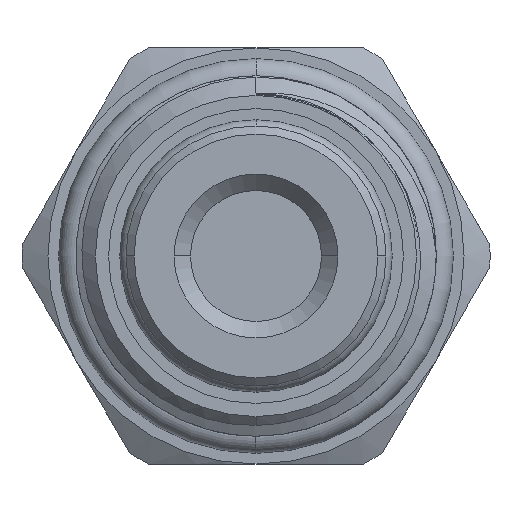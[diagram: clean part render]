
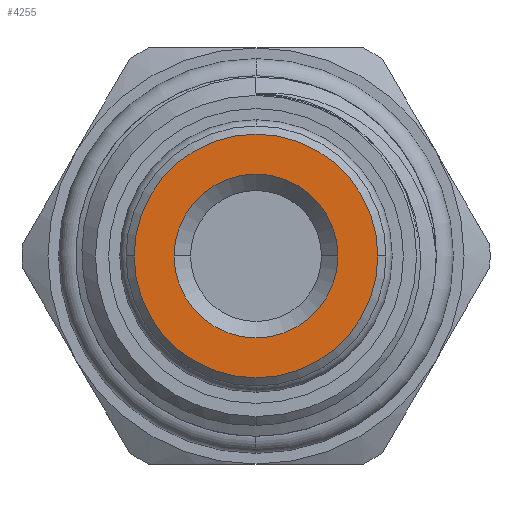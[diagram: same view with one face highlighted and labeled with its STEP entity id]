
A CAD part, front view. The second image highlights one B-rep face of the part: STEP entity #4255.
In plain terms, the highlighted planar face has unit normal (0, -1, 0).
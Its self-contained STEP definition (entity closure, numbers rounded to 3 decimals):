
#16 = DIRECTION ( 'NONE',  ( 0., -1., 0. ) ) ;
#89 = DIRECTION ( 'NONE',  ( 0., 1., 0. ) ) ;
#199 = FACE_BOUND ( 'NONE', #4225, .T. ) ;
#320 = CARTESIAN_POINT ( 'NONE',  ( 6.103, -24.364, 0. ) ) ;
#503 = DIRECTION ( 'NONE',  ( -1., 0., 0. ) ) ;
#628 = VERTEX_POINT ( 'NONE', #4597 ) ;
#630 = AXIS2_PLACEMENT_3D ( 'NONE', #1306, #89, #503 ) ;
#673 = CARTESIAN_POINT ( 'NONE',  ( -6.332, -24.364, 0. ) ) ;
#825 = CARTESIAN_POINT ( 'NONE',  ( -1.332, -24.364, 0. ) ) ;
#1013 = ORIENTED_EDGE ( 'NONE', *, *, #5103, .T. ) ;
#1077 = CARTESIAN_POINT ( 'NONE',  ( -1.332, -24.364, 0. ) ) ;
#1306 = CARTESIAN_POINT ( 'NONE',  ( -1.332, -24.364, 0. ) ) ;
#1482 = DIRECTION ( 'NONE',  ( 0., -1., 0. ) ) ;
#1998 = PLANE ( 'NONE',  #2623 ) ;
#2131 = CIRCLE ( 'NONE', #630, 5. ) ;
#2154 = DIRECTION ( 'NONE',  ( -1., 0., 0. ) ) ;
#2263 = DIRECTION ( 'NONE',  ( -1., 0., 0. ) ) ;
#2411 = CARTESIAN_POINT ( 'NONE',  ( 6.603, -24.364, 0. ) ) ;
#2442 = ORIENTED_EDGE ( 'NONE', *, *, #3390, .T. ) ;
#2587 = AXIS2_PLACEMENT_3D ( 'NONE', #1077, #1482, #2263 ) ;
#2623 = AXIS2_PLACEMENT_3D ( 'NONE', #2411, #4039, #3202 ) ;
#2685 = VERTEX_POINT ( 'NONE', #673 ) ;
#2740 = EDGE_LOOP ( 'NONE', ( #1013, #5023 ) ) ;
#2764 = CARTESIAN_POINT ( 'NONE',  ( -8.767, -24.364, 0. ) ) ;
#3038 = VERTEX_POINT ( 'NONE', #320 ) ;
#3077 = EDGE_CURVE ( 'NONE', #3038, #3729, #3300, .T. ) ;
#3202 = DIRECTION ( 'NONE',  ( -1., 0., 0. ) ) ;
#3300 = CIRCLE ( 'NONE', #4583, 7.435 ) ;
#3318 = CIRCLE ( 'NONE', #2587, 7.435 ) ;
#3390 = EDGE_CURVE ( 'NONE', #2685, #628, #5069, .T. ) ;
#3563 = EDGE_CURVE ( 'NONE', #628, #2685, #2131, .T. ) ;
#3608 = FACE_OUTER_BOUND ( 'NONE', #2740, .T. ) ;
#3729 = VERTEX_POINT ( 'NONE', #2764 ) ;
#3966 = ORIENTED_EDGE ( 'NONE', *, *, #3563, .T. ) ;
#4039 = DIRECTION ( 'NONE',  ( 0., 1., 0. ) ) ;
#4220 = CARTESIAN_POINT ( 'NONE',  ( -1.332, -24.364, 0. ) ) ;
#4225 = EDGE_LOOP ( 'NONE', ( #3966, #2442 ) ) ;
#4255 = ADVANCED_FACE ( 'NONE', ( #199, #3608 ), #1998, .F. ) ;
#4583 = AXIS2_PLACEMENT_3D ( 'NONE', #825, #16, #4943 ) ;
#4597 = CARTESIAN_POINT ( 'NONE',  ( 3.668, -24.364, 0. ) ) ;
#4638 = DIRECTION ( 'NONE',  ( 0., 1., 0. ) ) ;
#4695 = AXIS2_PLACEMENT_3D ( 'NONE', #4220, #4638, #2154 ) ;
#4943 = DIRECTION ( 'NONE',  ( -1., 0., 0. ) ) ;
#5023 = ORIENTED_EDGE ( 'NONE', *, *, #3077, .T. ) ;
#5069 = CIRCLE ( 'NONE', #4695, 5. ) ;
#5103 = EDGE_CURVE ( 'NONE', #3729, #3038, #3318, .T. ) ;
